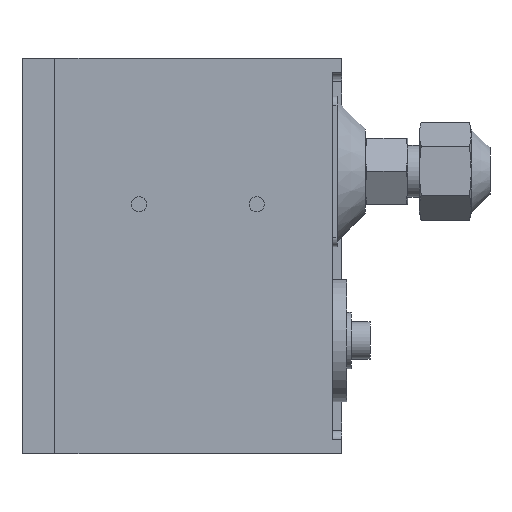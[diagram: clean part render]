
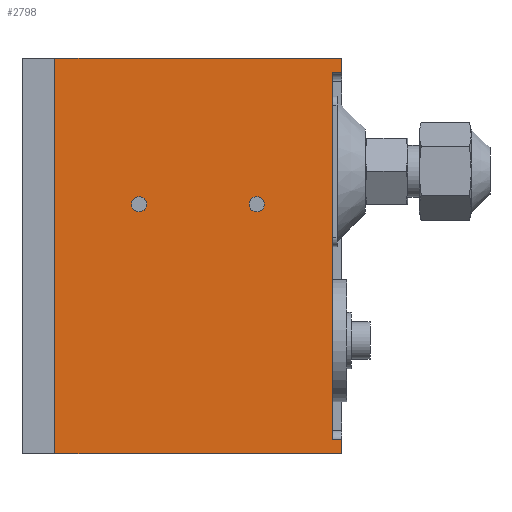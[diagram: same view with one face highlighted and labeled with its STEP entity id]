
A CAD part, left-side view. The second image highlights one B-rep face of the part: STEP entity #2798.
In plain terms, the highlighted planar face has unit normal (-1, 0, 0).
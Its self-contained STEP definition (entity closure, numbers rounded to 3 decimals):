
#113=FACE_BOUND('',#365,.T.);
#114=FACE_BOUND('',#366,.T.);
#198=FACE_OUTER_BOUND('',#364,.T.);
#364=EDGE_LOOP('',(#2161,#2162,#2163,#2164,#2165,#2166,#2167,#2168));
#365=EDGE_LOOP('',(#2169,#2170));
#366=EDGE_LOOP('',(#2171,#2172));
#474=CIRCLE('',#2928,1.621);
#475=CIRCLE('',#2929,1.621);
#478=CIRCLE('',#2934,1.621);
#479=CIRCLE('',#2935,1.621);
#644=LINE('',#4424,#915);
#647=LINE('',#4434,#918);
#648=LINE('',#4436,#919);
#649=LINE('',#4438,#920);
#650=LINE('',#4440,#921);
#651=LINE('',#4441,#922);
#652=LINE('',#4443,#923);
#653=LINE('',#4444,#924);
#915=VECTOR('',#3512,10.);
#918=VECTOR('',#3521,10.);
#919=VECTOR('',#3522,10.);
#920=VECTOR('',#3523,10.);
#921=VECTOR('',#3524,10.);
#922=VECTOR('',#3525,10.);
#923=VECTOR('',#3526,10.);
#924=VECTOR('',#3527,10.);
#1129=VERTEX_POINT('',#4016);
#1130=VERTEX_POINT('',#4017);
#1133=VERTEX_POINT('',#4027);
#1134=VERTEX_POINT('',#4028);
#1236=VERTEX_POINT('',#4420);
#1238=VERTEX_POINT('',#4423);
#1241=VERTEX_POINT('',#4432);
#1242=VERTEX_POINT('',#4433);
#1243=VERTEX_POINT('',#4435);
#1244=VERTEX_POINT('',#4437);
#1245=VERTEX_POINT('',#4439);
#1246=VERTEX_POINT('',#4442);
#1420=EDGE_CURVE('',#1129,#1130,#474,.T.);
#1421=EDGE_CURVE('',#1130,#1129,#475,.T.);
#1425=EDGE_CURVE('',#1133,#1134,#478,.T.);
#1426=EDGE_CURVE('',#1134,#1133,#479,.T.);
#1573=EDGE_CURVE('',#1238,#1236,#644,.T.);
#1578=EDGE_CURVE('',#1241,#1242,#647,.T.);
#1579=EDGE_CURVE('',#1243,#1241,#648,.T.);
#1580=EDGE_CURVE('',#1244,#1243,#649,.T.);
#1581=EDGE_CURVE('',#1245,#1244,#650,.T.);
#1582=EDGE_CURVE('',#1245,#1238,#651,.T.);
#1583=EDGE_CURVE('',#1236,#1246,#652,.T.);
#1584=EDGE_CURVE('',#1242,#1246,#653,.T.);
#2161=ORIENTED_EDGE('',*,*,#1578,.F.);
#2162=ORIENTED_EDGE('',*,*,#1579,.F.);
#2163=ORIENTED_EDGE('',*,*,#1580,.F.);
#2164=ORIENTED_EDGE('',*,*,#1581,.F.);
#2165=ORIENTED_EDGE('',*,*,#1582,.T.);
#2166=ORIENTED_EDGE('',*,*,#1573,.T.);
#2167=ORIENTED_EDGE('',*,*,#1583,.T.);
#2168=ORIENTED_EDGE('',*,*,#1584,.F.);
#2169=ORIENTED_EDGE('',*,*,#1420,.T.);
#2170=ORIENTED_EDGE('',*,*,#1421,.T.);
#2171=ORIENTED_EDGE('',*,*,#1425,.T.);
#2172=ORIENTED_EDGE('',*,*,#1426,.T.);
#2656=PLANE('',#3042);
#2798=ADVANCED_FACE('',(#198,#113,#114),#2656,.F.);
#2928=AXIS2_PLACEMENT_3D('',#4018,#3235,#3236);
#2929=AXIS2_PLACEMENT_3D('',#4019,#3237,#3238);
#2934=AXIS2_PLACEMENT_3D('',#4029,#3248,#3249);
#2935=AXIS2_PLACEMENT_3D('',#4030,#3250,#3251);
#3042=AXIS2_PLACEMENT_3D('',#4431,#3519,#3520);
#3235=DIRECTION('center_axis',(1.,0.,0.));
#3236=DIRECTION('ref_axis',(0.,0.,1.));
#3237=DIRECTION('center_axis',(1.,0.,0.));
#3238=DIRECTION('ref_axis',(0.,0.,1.));
#3248=DIRECTION('center_axis',(1.,0.,0.));
#3249=DIRECTION('ref_axis',(0.,0.,1.));
#3250=DIRECTION('center_axis',(1.,0.,0.));
#3251=DIRECTION('ref_axis',(0.,0.,1.));
#3512=DIRECTION('',(0.,0.,1.));
#3519=DIRECTION('center_axis',(1.,0.,0.));
#3520=DIRECTION('ref_axis',(0.,0.,-1.));
#3521=DIRECTION('',(0.,-1.,0.));
#3522=DIRECTION('',(0.,0.,1.));
#3523=DIRECTION('',(0.,1.,0.));
#3524=DIRECTION('',(0.,0.,-1.));
#3525=DIRECTION('',(0.,1.,0.));
#3526=DIRECTION('',(0.,-1.,0.));
#3527=DIRECTION('',(0.,0.,-1.));
#4016=CARTESIAN_POINT('',(0.,12.6,12.621));
#4017=CARTESIAN_POINT('',(0.,12.6,9.379));
#4018=CARTESIAN_POINT('Origin',(0.,12.6,11.));
#4019=CARTESIAN_POINT('Origin',(0.,12.6,11.));
#4027=CARTESIAN_POINT('',(0.,-12.4,12.621));
#4028=CARTESIAN_POINT('',(0.,-12.4,9.379));
#4029=CARTESIAN_POINT('Origin',(0.,-12.4,11.));
#4030=CARTESIAN_POINT('Origin',(0.,-12.4,11.));
#4420=CARTESIAN_POINT('',(0.,-28.5,39.));
#4423=CARTESIAN_POINT('',(0.,-28.5,-39.));
#4424=CARTESIAN_POINT('',(0.,-28.5,0.));
#4431=CARTESIAN_POINT('Origin',(0.,0.,0.));
#4432=CARTESIAN_POINT('',(0.,30.5,42.));
#4433=CARTESIAN_POINT('',(0.,-30.5,42.));
#4434=CARTESIAN_POINT('',(0.,30.5,42.));
#4435=CARTESIAN_POINT('',(0.,30.5,-42.));
#4436=CARTESIAN_POINT('',(0.,30.5,-42.));
#4437=CARTESIAN_POINT('',(0.,-30.5,-42.));
#4438=CARTESIAN_POINT('',(0.,-30.5,-42.));
#4439=CARTESIAN_POINT('',(0.,-30.5,-39.));
#4440=CARTESIAN_POINT('',(0.,-30.5,42.));
#4441=CARTESIAN_POINT('',(0.,-15.25,-39.));
#4442=CARTESIAN_POINT('',(0.,-30.5,39.));
#4443=CARTESIAN_POINT('',(0.,-15.25,39.));
#4444=CARTESIAN_POINT('',(0.,-30.5,42.));
